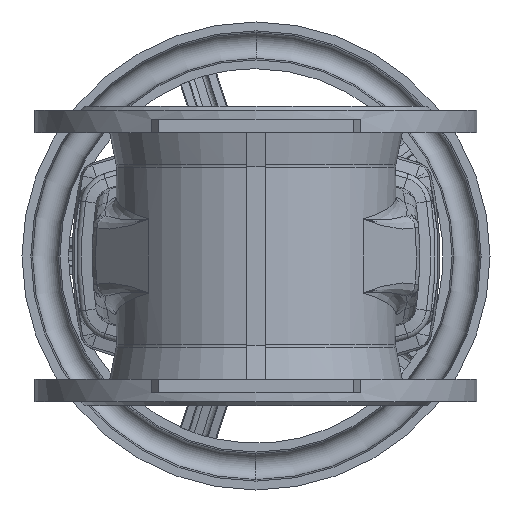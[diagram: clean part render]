
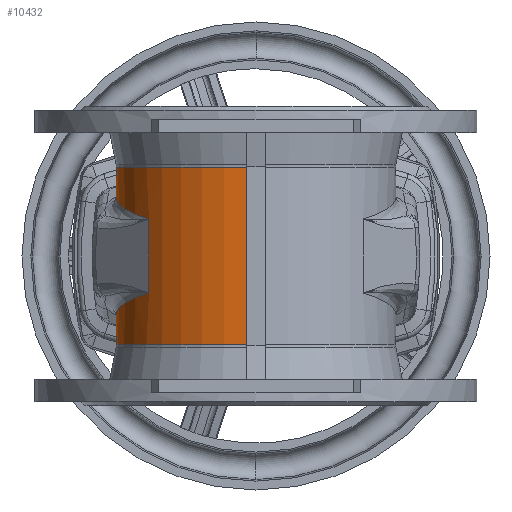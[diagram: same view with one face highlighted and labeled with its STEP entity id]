
A CAD part, front view. The second image highlights one B-rep face of the part: STEP entity #10432.
In plain terms, the highlighted cylindrical face has radius 107.5 mm (diameter 215 mm), a partial arc.
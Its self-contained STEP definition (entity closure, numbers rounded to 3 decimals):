
#858 = EDGE_LOOP ( 'NONE', ( #17378, #17616, #17663, #17432, #17586, #17684, #17446, #17418 ) ) ;
#1565 = VERTEX_POINT ( 'NONE', #8501 ) ;
#1566 = VERTEX_POINT ( 'NONE', #8500 ) ;
#1570 = VERTEX_POINT ( 'NONE', #8496 ) ;
#1571 = VERTEX_POINT ( 'NONE', #8495 ) ;
#1573 = VERTEX_POINT ( 'NONE', #8493 ) ;
#1574 = VERTEX_POINT ( 'NONE', #8492 ) ;
#1575 = VERTEX_POINT ( 'NONE', #8486 ) ;
#1576 = VERTEX_POINT ( 'NONE', #8484 ) ;
#3552 = DIRECTION ( 'NONE',  ( -1., 0., 0. ) ) ;
#3557 = DIRECTION ( 'NONE',  ( 0., 0., -1. ) ) ;
#3559 = CARTESIAN_POINT ( 'NONE',  ( 0., 0., 546.738 ) ) ;
#5327 = EDGE_CURVE ( 'NONE', #1565, #1566, #5714, .T. ) ;
#5328 = EDGE_CURVE ( 'NONE', #1565, #1571, #5713, .T. ) ;
#5329 = EDGE_CURVE ( 'NONE', #1570, #1571, #15583, .T. ) ;
#5330 = EDGE_CURVE ( 'NONE', #1570, #1573, #5715, .T. ) ;
#5331 = EDGE_CURVE ( 'NONE', #1573, #1574, #15771, .T. ) ;
#5332 = EDGE_CURVE ( 'NONE', #1574, #1575, #5719, .T. ) ;
#5333 = EDGE_CURVE ( 'NONE', #1575, #1576, #5720, .T. ) ;
#5334 = EDGE_CURVE ( 'NONE', #1566, #1576, #5722, .T. ) ;
#5538 = AXIS2_PLACEMENT_3D ( 'NONE', #7165, #7166, #7167 ) ;
#5539 = AXIS2_PLACEMENT_3D ( 'NONE', #7181, #7182, #7183 ) ;
#5713 = LINE ( 'NONE', #7129, #5716 ) ;
#5714 = CIRCLE ( 'NONE', #5538, 107.5 ) ;
#5715 = LINE ( 'NONE', #7170, #5718 ) ;
#5716 = VECTOR ( 'NONE', #7140, 1000. ) ;
#5718 = VECTOR ( 'NONE', #7173, 1000. ) ;
#5719 = LINE ( 'NONE', #7178, #5721 ) ;
#5720 = CIRCLE ( 'NONE', #5539, 107.5 ) ;
#5721 = VECTOR ( 'NONE', #7179, 1000. ) ;
#5722 = LINE ( 'NONE', #7175, #5724 ) ;
#5724 = VECTOR ( 'NONE', #7174, 1000. ) ;
#6532 = FACE_OUTER_BOUND ( 'NONE', #858, .T. ) ;
#6541 = CYLINDRICAL_SURFACE ( 'NONE', #13767, 107.5 ) ;
#7129 = CARTESIAN_POINT ( 'NONE',  ( -107.5, 0., 546.738 ) ) ;
#7140 = DIRECTION ( 'NONE',  ( 0., 0., -1. ) ) ;
#7163 = CARTESIAN_POINT ( 'NONE',  ( -98.765, -49.536, 33.053 ) ) ;
#7164 = CARTESIAN_POINT ( 'NONE',  ( -82.35, -69.1, -28.473 ) ) ;
#7165 = CARTESIAN_POINT ( 'NONE',  ( 0., 0., 68.314 ) ) ;
#7166 = DIRECTION ( 'NONE',  ( 0., 0., 1. ) ) ;
#7167 = DIRECTION ( 'NONE',  ( 1., 0., 0. ) ) ;
#7168 = CARTESIAN_POINT ( 'NONE',  ( -82.35, -69.1, 28.473 ) ) ;
#7169 = CARTESIAN_POINT ( 'NONE',  ( -98.765, -49.536, -33.053 ) ) ;
#7170 = CARTESIAN_POINT ( 'NONE',  ( -82.35, -69.1, 546.738 ) ) ;
#7171 = CARTESIAN_POINT ( 'NONE',  ( -107.5, -25.538, 38.783 ) ) ;
#7172 = CARTESIAN_POINT ( 'NONE',  ( -107.5, 0., 44.972 ) ) ;
#7173 = DIRECTION ( 'NONE',  ( 0., 0., -1. ) ) ;
#7174 = DIRECTION ( 'NONE',  ( 0., 0., -1. ) ) ;
#7175 = CARTESIAN_POINT ( 'NONE',  ( -7., -107.272, 546.738 ) ) ;
#7176 = CARTESIAN_POINT ( 'NONE',  ( -107.5, -25.538, -38.783 ) ) ;
#7177 = CARTESIAN_POINT ( 'NONE',  ( -107.5, 0., -44.972 ) ) ;
#7178 = CARTESIAN_POINT ( 'NONE',  ( -107.5, 0., 546.738 ) ) ;
#7179 = DIRECTION ( 'NONE',  ( 0., 0., -1. ) ) ;
#7181 = CARTESIAN_POINT ( 'NONE',  ( 0., 0., -68.314 ) ) ;
#7182 = DIRECTION ( 'NONE',  ( 0., 0., 1. ) ) ;
#7183 = DIRECTION ( 'NONE',  ( 1., 0., 0. ) ) ;
#8484 = CARTESIAN_POINT ( 'NONE',  ( -7., -107.272, -68.314 ) ) ;
#8486 = CARTESIAN_POINT ( 'NONE',  ( -107.5, 0., -68.314 ) ) ;
#8492 = CARTESIAN_POINT ( 'NONE',  ( -107.5, 0., -44.972 ) ) ;
#8493 = CARTESIAN_POINT ( 'NONE',  ( -82.35, -69.1, -28.473 ) ) ;
#8495 = CARTESIAN_POINT ( 'NONE',  ( -107.5, 0., 44.972 ) ) ;
#8496 = CARTESIAN_POINT ( 'NONE',  ( -82.35, -69.1, 28.473 ) ) ;
#8500 = CARTESIAN_POINT ( 'NONE',  ( -7., -107.272, 68.314 ) ) ;
#8501 = CARTESIAN_POINT ( 'NONE',  ( -107.5, 0., 68.314 ) ) ;
#10432 = ADVANCED_FACE ( 'NONE', ( #6532 ), #6541, .T. ) ;
#13767 = AXIS2_PLACEMENT_3D ( 'NONE', #3559, #3557, #3552 ) ;
#15583 =( BOUNDED_CURVE ( )  B_SPLINE_CURVE ( 3, ( #7168, #7163, #7171, #7172 ),
 .UNSPECIFIED., .F., .F. ) 
 B_SPLINE_CURVE_WITH_KNOTS ( ( 4, 4 ),
 ( 3.974, 4.672 ),
 .UNSPECIFIED. ) 
 CURVE ( )  GEOMETRIC_REPRESENTATION_ITEM ( )  RATIONAL_B_SPLINE_CURVE ( ( 1., 0.96, 0.96, 1. ) ) 
 REPRESENTATION_ITEM ( '' )  );
#15771 =( BOUNDED_CURVE ( )  B_SPLINE_CURVE ( 3, ( #7164, #7169, #7176, #7177 ),
 .UNSPECIFIED., .F., .F. ) 
 B_SPLINE_CURVE_WITH_KNOTS ( ( 4, 4 ),
 ( 3.974, 4.672 ),
 .UNSPECIFIED. ) 
 CURVE ( )  GEOMETRIC_REPRESENTATION_ITEM ( )  RATIONAL_B_SPLINE_CURVE ( ( 1., 0.96, 0.96, 1. ) ) 
 REPRESENTATION_ITEM ( '' )  );
#17378 = ORIENTED_EDGE ( 'NONE', *, *, #5327, .F. ) ;
#17418 = ORIENTED_EDGE ( 'NONE', *, *, #5334, .F. ) ;
#17432 = ORIENTED_EDGE ( 'NONE', *, *, #5330, .T. ) ;
#17446 = ORIENTED_EDGE ( 'NONE', *, *, #5333, .T. ) ;
#17586 = ORIENTED_EDGE ( 'NONE', *, *, #5331, .T. ) ;
#17616 = ORIENTED_EDGE ( 'NONE', *, *, #5328, .T. ) ;
#17663 = ORIENTED_EDGE ( 'NONE', *, *, #5329, .F. ) ;
#17684 = ORIENTED_EDGE ( 'NONE', *, *, #5332, .T. ) ;
